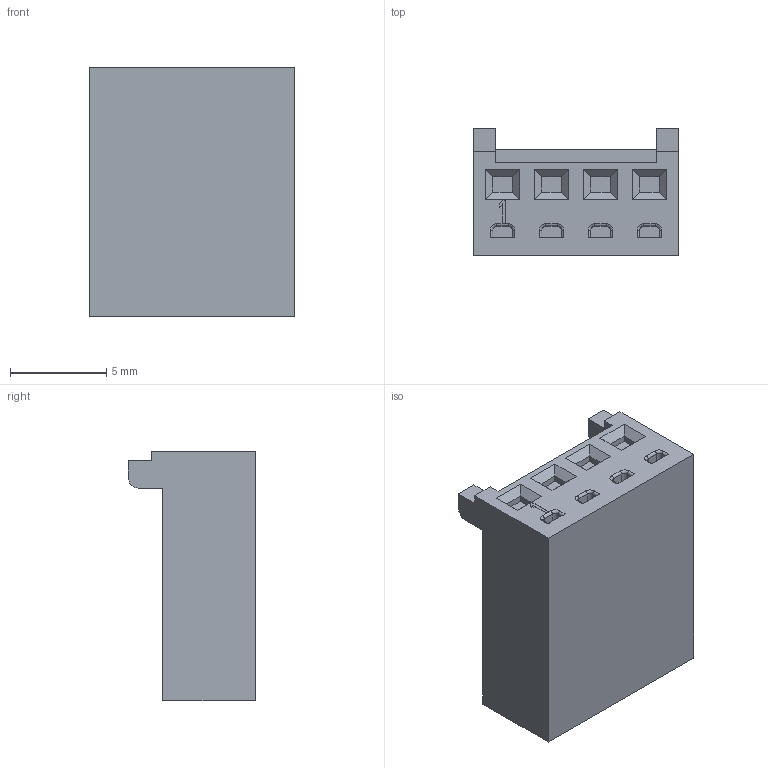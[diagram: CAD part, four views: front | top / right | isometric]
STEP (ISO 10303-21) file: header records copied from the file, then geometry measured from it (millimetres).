
FILE_DESCRIPTION((''),'2;1');
FILE_NAME('C-1375820-4','2017-04-26T',('workeradm'),('Tyco Electronics Ltd.'),'CREO PARAMETRIC BY PTC INC, 2016050','CREO PARAMETRIC BY PTC INC, 2016050','');
FILE_SCHEMA(('AUTOMOTIVE_DESIGN { 1 0 10303 214 1 1 1 1 }'));
Length unit declared in the file: millimetre
Products named in the file (1): C-1375820-4
Bounding box: 10.67 x 6.6 x 12.97 mm (x, y, z)
Volume: 642.2 mm3; surface area: 590.7 mm2
Topology: 1 solids, 1 shells, 130 faces, 313 edges, 198 vertices
Faces by surface type: plane 100, cylinder 22, torus 8
Entity records: 3757 total; most frequent: CARTESIAN_POINT 643, ORIENTED_EDGE 626, DIRECTION 625, EDGE_CURVE 313, VECTOR 261, LINE 261, VERTEX_POINT 198, AXIS2_PLACEMENT_3D 182
